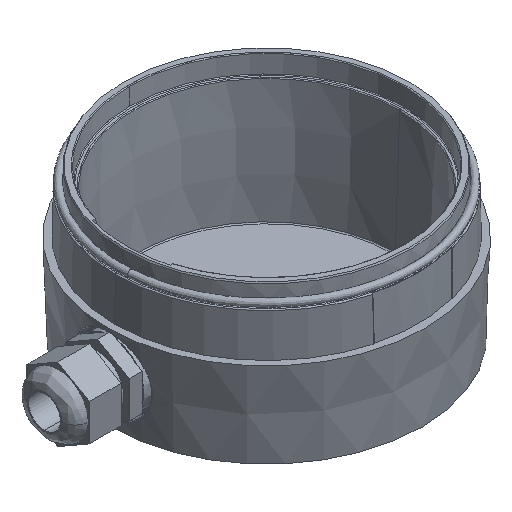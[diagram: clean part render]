
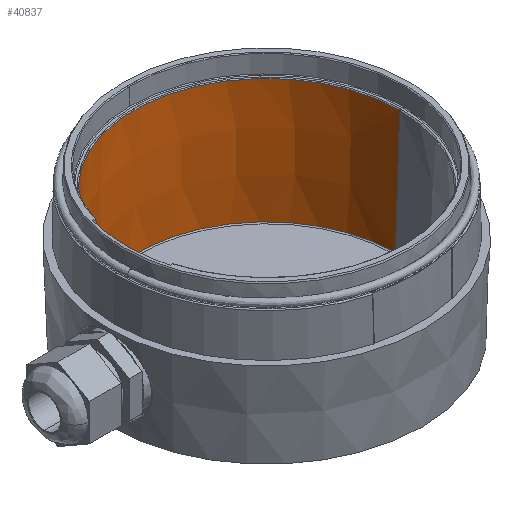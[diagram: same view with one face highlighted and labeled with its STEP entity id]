
A CAD part, isometric view. The second image highlights one B-rep face of the part: STEP entity #40837.
In plain terms, the highlighted conical face has half-angle 2 degrees and reference radius 50.331 mm.
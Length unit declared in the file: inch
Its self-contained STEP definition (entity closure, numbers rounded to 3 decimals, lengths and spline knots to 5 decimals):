
#229 = CARTESIAN_POINT ( 'NONE',  ( -1.82784, 0.62513, -0.68902 ) ) ;
#445 = FACE_OUTER_BOUND ( 'NONE', #12358, .T. ) ;
#1304 = CIRCLE ( 'NONE', #19205, 1.95925 ) ;
#2553 = CARTESIAN_POINT ( 'NONE',  ( -1.88975, 0.57089, 0.5239 ) ) ;
#3428 = ORIENTED_EDGE ( 'NONE', *, *, #18733, .F. ) ;
#3700 = CONICAL_SURFACE ( 'NONE', #28749, 1.98153, 0.035 ) ;
#5796 = EDGE_CURVE ( 'NONE', #19897, #26246, #42799, .T. ) ;
#5993 = CARTESIAN_POINT ( 'NONE',  ( -1.86155, 0.6095, 0.08531 ) ) ;
#6187 = B_SPLINE_CURVE_WITH_KNOTS ( 'NONE', 3,
 ( #10547, #229, #7392, #34072 ),
 .UNSPECIFIED., .F., .F.,
 ( 4, 4 ),
 ( 0., 1. ),
 .UNSPECIFIED. ) ;
#7242 = AXIS2_PLACEMENT_3D ( 'NONE', #31188, #17751, #41497 ) ;
#7283 = AXIS2_PLACEMENT_3D ( 'NONE', #30436, #31303, #23719 ) ;
#7392 = CARTESIAN_POINT ( 'NONE',  ( -1.84428, 0.61834, -0.30545 ) ) ;
#7855 = CARTESIAN_POINT ( 'NONE',  ( -1.86082, 0.61147, 0.08323 ) ) ;
#8027 = VECTOR ( 'NONE', #25838, 39.37008 ) ;
#9496 = CARTESIAN_POINT ( 'NONE',  ( 0., 0., 0.09843 ) ) ;
#9900 = EDGE_CURVE ( 'NONE', #10251, #29441, #26065, .T. ) ;
#10229 = CARTESIAN_POINT ( 'NONE',  ( -1.86457, 0.60102, 0.09293 ) ) ;
#10251 = VERTEX_POINT ( 'NONE', #29649 ) ;
#10547 = CARTESIAN_POINT ( 'NONE',  ( -1.81151, 0.63183, -1.06748 ) ) ;
#10990 = CARTESIAN_POINT ( 'NONE',  ( 0., 0., 0.73663 ) ) ;
#12357 = ORIENTED_EDGE ( 'NONE', *, *, #18784, .F. ) ;
#12358 = EDGE_LOOP ( 'NONE', ( #12638, #35371, #43502, #3428, #12357, #28976, #12381 ) ) ;
#12381 = ORIENTED_EDGE ( 'NONE', *, *, #23674, .F. ) ;
#12638 = ORIENTED_EDGE ( 'NONE', *, *, #25019, .F. ) ;
#16082 = CARTESIAN_POINT ( 'NONE',  ( -1.86202, 0.6082, 0.08664 ) ) ;
#16431 = DIRECTION ( 'NONE',  ( 0., 0., 1. ) ) ;
#17751 = DIRECTION ( 'NONE',  ( 0., 0., -1. ) ) ;
#18047 = CIRCLE ( 'NONE', #7283, 1.91853 ) ;
#18733 = EDGE_CURVE ( 'NONE', #43201, #19955, #36668, .T. ) ;
#18784 = EDGE_CURVE ( 'NONE', #26246, #43201, #1304, .T. ) ;
#19079 = VERTEX_POINT ( 'NONE', #24906 ) ;
#19205 = AXIS2_PLACEMENT_3D ( 'NONE', #9496, #16431, #26738 ) ;
#19897 = VERTEX_POINT ( 'NONE', #7855 ) ;
#19955 = VERTEX_POINT ( 'NONE', #38327 ) ;
#20312 = CARTESIAN_POINT ( 'NONE',  ( -1.86263, 0.6065, 0.0883 ) ) ;
#20527 = CARTESIAN_POINT ( 'NONE',  ( -1.8696, 0.58587, 0.09843 ) ) ;
#20853 = CIRCLE ( 'NONE', #7242, 1.98153 ) ;
#21629 = CARTESIAN_POINT ( 'NONE',  ( -1.8696, 0.58587, 0.09843 ) ) ;
#22399 = DIRECTION ( 'NONE',  ( 1., 0., 0. ) ) ;
#23156 = CARTESIAN_POINT ( 'NONE',  ( -1.87647, 0.56346, 0.09843 ) ) ;
#23665 = CARTESIAN_POINT ( 'NONE',  ( -1.86217, 0.60778, 0.08705 ) ) ;
#23674 = EDGE_CURVE ( 'NONE', #19079, #19897, #6187, .T. ) ;
#23719 = DIRECTION ( 'NONE',  ( 1., 0., 0. ) ) ;
#23809 = CARTESIAN_POINT ( 'NONE',  ( -1.88311, 0.56718, 0.31116 ) ) ;
#23883 = CARTESIAN_POINT ( 'NONE',  ( -1.86391, 0.60292, 0.09148 ) ) ;
#24644 = DIRECTION ( 'NONE',  ( 0., 0., 1. ) ) ;
#24906 = CARTESIAN_POINT ( 'NONE',  ( -1.81151, 0.63183, -1.06748 ) ) ;
#25019 = EDGE_CURVE ( 'NONE', #10251, #19079, #18047, .T. ) ;
#25838 = DIRECTION ( 'NONE',  ( 0.035, 0., 0.999 ) ) ;
#26065 = LINE ( 'NONE', #32109, #8027 ) ;
#26246 = VERTEX_POINT ( 'NONE', #21629 ) ;
#26738 = DIRECTION ( 'NONE',  ( 1., 0., 0. ) ) ;
#26813 = CARTESIAN_POINT ( 'NONE',  ( -1.86876, 0.58856, 0.09842 ) ) ;
#28749 = AXIS2_PLACEMENT_3D ( 'NONE', #10990, #24644, #22399 ) ;
#28976 = ORIENTED_EDGE ( 'NONE', *, *, #5796, .F. ) ;
#29239 = CARTESIAN_POINT ( 'NONE',  ( -1.87647, 0.56346, 0.09843 ) ) ;
#29441 = VERTEX_POINT ( 'NONE', #34134 ) ;
#29649 = CARTESIAN_POINT ( 'NONE',  ( 1.91853, 0., -1.06748 ) ) ;
#29958 = CARTESIAN_POINT ( 'NONE',  ( -1.86245, 0.60699, 0.08782 ) ) ;
#30386 = CARTESIAN_POINT ( 'NONE',  ( -1.8612, 0.61044, 0.08432 ) ) ;
#30436 = CARTESIAN_POINT ( 'NONE',  ( 0., 0., -1.06748 ) ) ;
#30597 = CARTESIAN_POINT ( 'NONE',  ( -1.8634, 0.60436, 0.09028 ) ) ;
#31188 = CARTESIAN_POINT ( 'NONE',  ( 0., 0., 0.73663 ) ) ;
#31303 = DIRECTION ( 'NONE',  ( 0., 0., 1. ) ) ;
#32109 = CARTESIAN_POINT ( 'NONE',  ( 1.98153, 0., 0.73663 ) ) ;
#33537 = CARTESIAN_POINT ( 'NONE',  ( -1.86792, 0.59122, 0.09786 ) ) ;
#34072 = CARTESIAN_POINT ( 'NONE',  ( -1.86082, 0.61147, 0.08323 ) ) ;
#34134 = CARTESIAN_POINT ( 'NONE',  ( 1.98153, 0., 0.73663 ) ) ;
#35371 = ORIENTED_EDGE ( 'NONE', *, *, #9900, .T. ) ;
#36668 = B_SPLINE_CURVE_WITH_KNOTS ( 'NONE', 3,
 ( #23156, #23809, #2553, #37477 ),
 .UNSPECIFIED., .F., .F.,
 ( 4, 4 ),
 ( 0., 0.01622 ),
 .UNSPECIFIED. ) ;
#36686 = CARTESIAN_POINT ( 'NONE',  ( -1.86082, 0.61147, 0.08323 ) ) ;
#37116 = CARTESIAN_POINT ( 'NONE',  ( -1.86306, 0.60531, 0.08943 ) ) ;
#37337 = CARTESIAN_POINT ( 'NONE',  ( -1.86259, 0.60662, 0.08818 ) ) ;
#37477 = CARTESIAN_POINT ( 'NONE',  ( -1.89639, 0.5746, 0.73663 ) ) ;
#37551 = CARTESIAN_POINT ( 'NONE',  ( -1.86548, 0.59842, 0.09475 ) ) ;
#38327 = CARTESIAN_POINT ( 'NONE',  ( -1.89639, 0.5746, 0.73663 ) ) ;
#39235 = EDGE_CURVE ( 'NONE', #19955, #29441, #20853, .T. ) ;
#40044 = CARTESIAN_POINT ( 'NONE',  ( -1.86238, 0.60719, 0.08763 ) ) ;
#40837 = ADVANCED_FACE ( 'NONE', ( #445 ), #3700, .F. ) ;
#41497 = DIRECTION ( 'NONE',  ( 1., 0., 0. ) ) ;
#42799 = B_SPLINE_CURVE_WITH_KNOTS ( 'NONE', 3,
 ( #36686, #30386, #5993, #16082, #23665, #40044, #29958, #37337, #20312, #37116, #30597, #23883, #43834, #44047, #10229, #37551, #43615, #33537, #26813, #20527 ),
 .UNSPECIFIED., .F., .F.,
 ( 4, 2, 2, 2, 2, 2, 2, 2, 2, 4 ),
 ( 0., 0.125, 0.1875, 0.21875, 0.25, 0.375, 0.4375, 0.5, 0.75, 1. ),
 .UNSPECIFIED. ) ;
#43201 = VERTEX_POINT ( 'NONE', #29239 ) ;
#43502 = ORIENTED_EDGE ( 'NONE', *, *, #39235, .F. ) ;
#43615 = CARTESIAN_POINT ( 'NONE',  ( -1.86628, 0.59615, 0.09602 ) ) ;
#43834 = CARTESIAN_POINT ( 'NONE',  ( -1.86407, 0.60244, 0.09186 ) ) ;
#44047 = CARTESIAN_POINT ( 'NONE',  ( -1.86441, 0.60147, 0.0926 ) ) ;
